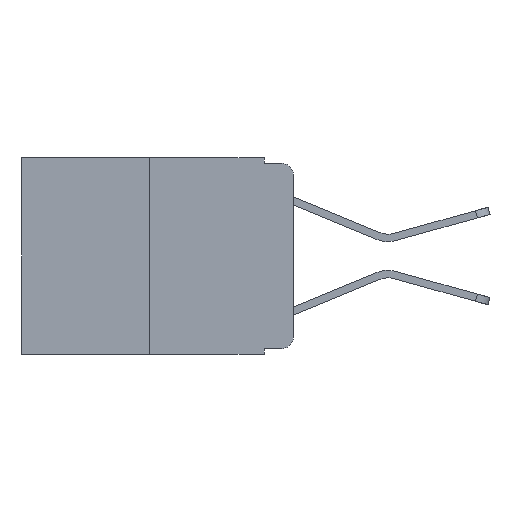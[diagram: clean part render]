
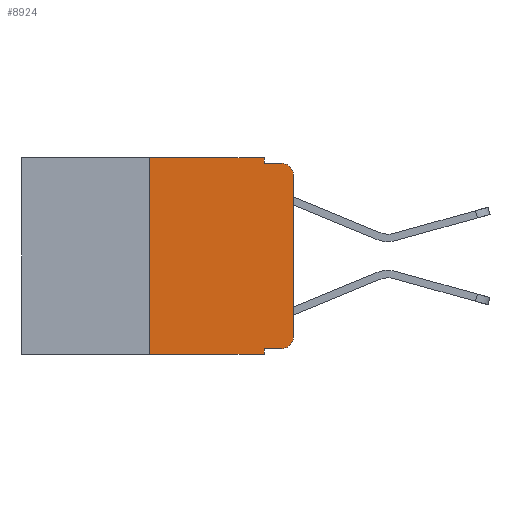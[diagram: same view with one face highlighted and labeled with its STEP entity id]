
A CAD part, left-side view. The second image highlights one B-rep face of the part: STEP entity #8924.
In plain terms, the highlighted planar face has unit normal (-1, 0, 0).
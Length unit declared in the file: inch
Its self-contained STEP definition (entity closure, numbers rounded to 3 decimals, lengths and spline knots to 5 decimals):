
#46 = VERTEX_POINT ( 'NONE', #13665 ) ;
#93 = FACE_OUTER_BOUND ( 'NONE', #3749, .T. ) ;
#268 = CIRCLE ( 'NONE', #1999, 0.02 ) ;
#316 = ORIENTED_EDGE ( 'NONE', *, *, #13815, .T. ) ;
#389 = LINE ( 'NONE', #14396, #9180 ) ;
#541 = LINE ( 'NONE', #2613, #3224 ) ;
#614 = EDGE_CURVE ( 'NONE', #3880, #46, #268, .T. ) ;
#625 = ORIENTED_EDGE ( 'NONE', *, *, #6550, .F. ) ;
#874 = ORIENTED_EDGE ( 'NONE', *, *, #614, .T. ) ;
#1109 = ORIENTED_EDGE ( 'NONE', *, *, #8684, .F. ) ;
#1262 = LINE ( 'NONE', #8548, #10169 ) ;
#1428 = VERTEX_POINT ( 'NONE', #5336 ) ;
#1627 = CARTESIAN_POINT ( 'NONE',  ( 0., 0.051, 0. ) ) ;
#1903 = DIRECTION ( 'NONE',  ( -1., 0., 0. ) ) ;
#1999 = AXIS2_PLACEMENT_3D ( 'NONE', #9933, #11064, #6082 ) ;
#2041 = LINE ( 'NONE', #1627, #13693 ) ;
#2061 = CARTESIAN_POINT ( 'NONE',  ( 0., 0., 0. ) ) ;
#2364 = PLANE ( 'NONE',  #4797 ) ;
#2613 = CARTESIAN_POINT ( 'NONE',  ( 0., 0.051, 0. ) ) ;
#2638 = CARTESIAN_POINT ( 'NONE',  ( 0., 0.473, 0. ) ) ;
#3112 = LINE ( 'NONE', #2061, #14175 ) ;
#3224 = VECTOR ( 'NONE', #7439, 39.37008 ) ;
#3330 = CARTESIAN_POINT ( 'NONE',  ( 0., 0.051, -0.01 ) ) ;
#3434 = VECTOR ( 'NONE', #11052, 39.37008 ) ;
#3507 = CARTESIAN_POINT ( 'NONE',  ( 0., 0.051, -0.333 ) ) ;
#3575 = DIRECTION ( 'NONE',  ( 0., 0., -1. ) ) ;
#3749 = EDGE_LOOP ( 'NONE', ( #316, #874, #1109, #13276, #625, #14307, #4024, #5951, #9817, #13098 ) ) ;
#3880 = VERTEX_POINT ( 'NONE', #13487 ) ;
#4024 = ORIENTED_EDGE ( 'NONE', *, *, #6773, .T. ) ;
#4632 = AXIS2_PLACEMENT_3D ( 'NONE', #8919, #1903, #9956 ) ;
#4797 = AXIS2_PLACEMENT_3D ( 'NONE', #12284, #10318, #3575 ) ;
#4846 = VERTEX_POINT ( 'NONE', #3507 ) ;
#5128 = LINE ( 'NONE', #3330, #11854 ) ;
#5299 = CARTESIAN_POINT ( 'NONE',  ( 0., 0.051, -0.343 ) ) ;
#5336 = CARTESIAN_POINT ( 'NONE',  ( 0., 0.051, 0. ) ) ;
#5804 = DIRECTION ( 'NONE',  ( 0., 0., 1. ) ) ;
#5951 = ORIENTED_EDGE ( 'NONE', *, *, #7310, .F. ) ;
#6033 = CARTESIAN_POINT ( 'NONE',  ( 0., 0.02, -0.333 ) ) ;
#6082 = DIRECTION ( 'NONE',  ( 0., 0., -1. ) ) ;
#6516 = EDGE_CURVE ( 'NONE', #4846, #7226, #389, .T. ) ;
#6550 = EDGE_CURVE ( 'NONE', #11383, #1428, #8862, .T. ) ;
#6773 = EDGE_CURVE ( 'NONE', #8310, #14413, #9818, .T. ) ;
#6847 = VERTEX_POINT ( 'NONE', #14335 ) ;
#7226 = VERTEX_POINT ( 'NONE', #6033 ) ;
#7310 = EDGE_CURVE ( 'NONE', #4846, #14413, #2041, .T. ) ;
#7439 = DIRECTION ( 'NONE',  ( 0., 0., -1. ) ) ;
#8004 = EDGE_CURVE ( 'NONE', #1428, #9816, #541, .T. ) ;
#8310 = VERTEX_POINT ( 'NONE', #12765 ) ;
#8416 = CARTESIAN_POINT ( 'NONE',  ( 0., 0.25, 0. ) ) ;
#8548 = CARTESIAN_POINT ( 'NONE',  ( 0., 0.25, 0. ) ) ;
#8684 = EDGE_CURVE ( 'NONE', #9816, #46, #5128, .T. ) ;
#8709 = DIRECTION ( 'NONE',  ( 0., 0., -1. ) ) ;
#8862 = LINE ( 'NONE', #2638, #14161 ) ;
#8919 = CARTESIAN_POINT ( 'NONE',  ( 0., 0.02, -0.313 ) ) ;
#8924 = ADVANCED_FACE ( 'NONE', ( #93 ), #2364, .F. ) ;
#9180 = VECTOR ( 'NONE', #11457, 39.37008 ) ;
#9816 = VERTEX_POINT ( 'NONE', #10106 ) ;
#9817 = ORIENTED_EDGE ( 'NONE', *, *, #6516, .T. ) ;
#9818 = LINE ( 'NONE', #10033, #3434 ) ;
#9933 = CARTESIAN_POINT ( 'NONE',  ( 0., 0.02, -0.03 ) ) ;
#9956 = DIRECTION ( 'NONE',  ( 0., 0., -1. ) ) ;
#10033 = CARTESIAN_POINT ( 'NONE',  ( 0., 0.473, -0.343 ) ) ;
#10095 = DIRECTION ( 'NONE',  ( 0., -1., 0. ) ) ;
#10106 = CARTESIAN_POINT ( 'NONE',  ( 0., 0.051, -0.01 ) ) ;
#10169 = VECTOR ( 'NONE', #13607, 39.37008 ) ;
#10318 = DIRECTION ( 'NONE',  ( 1., 0., 0. ) ) ;
#11052 = DIRECTION ( 'NONE',  ( 0., -1., 0. ) ) ;
#11064 = DIRECTION ( 'NONE',  ( -1., 0., 0. ) ) ;
#11383 = VERTEX_POINT ( 'NONE', #8416 ) ;
#11457 = DIRECTION ( 'NONE',  ( 0., -1., 0. ) ) ;
#11854 = VECTOR ( 'NONE', #10095, 39.37008 ) ;
#12284 = CARTESIAN_POINT ( 'NONE',  ( 0., 0.473, 0. ) ) ;
#12765 = CARTESIAN_POINT ( 'NONE',  ( 0., 0.25, -0.343 ) ) ;
#12837 = CIRCLE ( 'NONE', #4632, 0.02 ) ;
#13098 = ORIENTED_EDGE ( 'NONE', *, *, #13655, .T. ) ;
#13276 = ORIENTED_EDGE ( 'NONE', *, *, #8004, .F. ) ;
#13487 = CARTESIAN_POINT ( 'NONE',  ( 0., 0., -0.03 ) ) ;
#13518 = DIRECTION ( 'NONE',  ( 0., -1., 0. ) ) ;
#13607 = DIRECTION ( 'NONE',  ( 0., 0., 1. ) ) ;
#13655 = EDGE_CURVE ( 'NONE', #7226, #6847, #12837, .T. ) ;
#13665 = CARTESIAN_POINT ( 'NONE',  ( 0., 0.02, -0.01 ) ) ;
#13693 = VECTOR ( 'NONE', #8709, 39.37008 ) ;
#13815 = EDGE_CURVE ( 'NONE', #6847, #3880, #3112, .T. ) ;
#14161 = VECTOR ( 'NONE', #13518, 39.37008 ) ;
#14175 = VECTOR ( 'NONE', #5804, 39.37008 ) ;
#14275 = EDGE_CURVE ( 'NONE', #8310, #11383, #1262, .T. ) ;
#14307 = ORIENTED_EDGE ( 'NONE', *, *, #14275, .F. ) ;
#14335 = CARTESIAN_POINT ( 'NONE',  ( 0., 0., -0.313 ) ) ;
#14396 = CARTESIAN_POINT ( 'NONE',  ( 0., 0.051, -0.333 ) ) ;
#14413 = VERTEX_POINT ( 'NONE', #5299 ) ;
